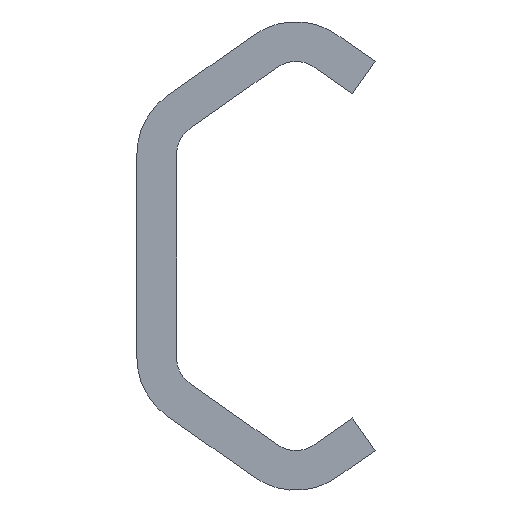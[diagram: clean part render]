
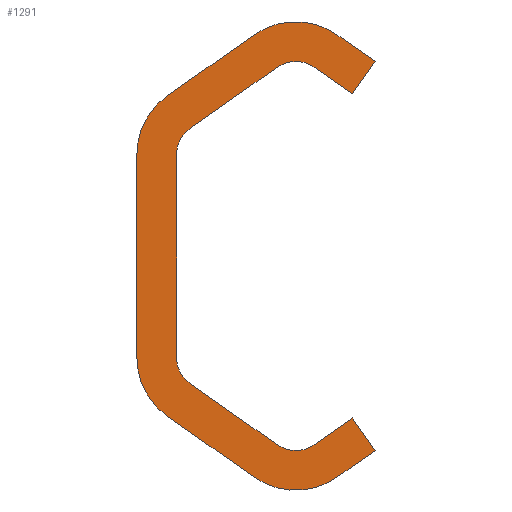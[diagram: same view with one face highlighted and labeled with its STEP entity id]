
A CAD part, left-side view. The second image highlights one B-rep face of the part: STEP entity #1291.
In plain terms, the highlighted planar face has unit normal (-1, 0, 0).
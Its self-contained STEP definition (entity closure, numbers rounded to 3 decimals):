
#595=CARTESIAN_POINT('',(0.0,-5.0,12.246));
#596=VERTEX_POINT('',#595);
#603=CARTESIAN_POINT('',(0.0,-3.567,10.2));
#604=VERTEX_POINT('',#603);
#605=CARTESIAN_POINT('',(0.0,-5.0,12.246));
#606=DIRECTION('',(0.0,0.574,-0.819));
#607=VECTOR('',#606,2.498);
#608=LINE('',#605,#607);
#609=EDGE_CURVE('',#596,#604,#608,.T.);
#633=CARTESIAN_POINT('',(0.0,-2.599,13.93));
#634=VERTEX_POINT('',#633);
#641=CARTESIAN_POINT('',(0.0,-2.599,13.93));
#642=DIRECTION('',(0.0,-0.819,-0.574));
#643=VECTOR('',#642,2.932);
#644=LINE('',#641,#643);
#645=EDGE_CURVE('',#634,#596,#644,.T.);
#665=CARTESIAN_POINT('',(0.0,2.596,13.932));
#666=VERTEX_POINT('',#665);
#673=CARTESIAN_POINT('',(0.0,0.,10.222));
#674=DIRECTION('',(1.0,0.0,0.0));
#675=DIRECTION('',(0.0,0.573,0.819));
#676=AXIS2_PLACEMENT_3D('',#673,#674,#675);
#677=CIRCLE('',#676,4.528);
#678=EDGE_CURVE('',#666,#634,#677,.T.);
#697=CARTESIAN_POINT('',(0.0,8.068,10.102));
#698=VERTEX_POINT('',#697);
#705=CARTESIAN_POINT('',(0.0,8.068,10.102));
#706=DIRECTION('',(0.0,-0.819,0.573));
#707=VECTOR('',#706,6.679);
#708=LINE('',#705,#707);
#709=EDGE_CURVE('',#698,#666,#708,.T.);
#729=CARTESIAN_POINT('',(0.0,10.0,6.392));
#730=VERTEX_POINT('',#729);
#737=CARTESIAN_POINT('',(0.0,5.472,6.392));
#738=DIRECTION('',(1.0,0.0,0.0));
#739=DIRECTION('',(0.0,1.0,0.0));
#740=AXIS2_PLACEMENT_3D('',#737,#738,#739);
#741=CIRCLE('',#740,4.528);
#742=EDGE_CURVE('',#730,#698,#741,.T.);
#761=CARTESIAN_POINT('',(0.0,10.0,-6.393));
#762=VERTEX_POINT('',#761);
#769=CARTESIAN_POINT('',(0.0,10.0,-6.393));
#770=DIRECTION('',(0.0,0.0,1.0));
#771=VECTOR('',#770,12.785);
#772=LINE('',#769,#771);
#773=EDGE_CURVE('',#762,#730,#772,.T.);
#817=CARTESIAN_POINT('',(0.0,8.069,-10.102));
#818=VERTEX_POINT('',#817);
#825=CARTESIAN_POINT('',(0.0,5.472,-6.393));
#826=DIRECTION('',(1.0,0.0,0.0));
#827=DIRECTION('',(0.0,0.574,-0.819));
#828=AXIS2_PLACEMENT_3D('',#825,#826,#827);
#829=CIRCLE('',#828,4.528);
#830=EDGE_CURVE('',#818,#762,#829,.T.);
#849=CARTESIAN_POINT('',(0.0,2.599,-13.932));
#850=VERTEX_POINT('',#849);
#857=CARTESIAN_POINT('',(0.0,2.599,-13.932));
#858=DIRECTION('',(0.0,0.819,0.574));
#859=VECTOR('',#858,6.678);
#860=LINE('',#857,#859);
#861=EDGE_CURVE('',#850,#818,#860,.T.);
#881=CARTESIAN_POINT('',(0.0,-2.598,-13.931));
#882=VERTEX_POINT('',#881);
#889=CARTESIAN_POINT('',(0.0,0.002,-10.223));
#890=DIRECTION('',(1.0,0.0,0.0));
#891=DIRECTION('',(0.0,-0.574,-0.819));
#892=AXIS2_PLACEMENT_3D('',#889,#890,#891);
#893=CIRCLE('',#892,4.528);
#894=EDGE_CURVE('',#882,#850,#893,.T.);
#913=CARTESIAN_POINT('',(0.0,-5.0,-12.246));
#914=VERTEX_POINT('',#913);
#921=CARTESIAN_POINT('',(0.0,-5.0,-12.246));
#922=DIRECTION('',(0.0,0.819,-0.574));
#923=VECTOR('',#922,2.934);
#924=LINE('',#921,#923);
#925=EDGE_CURVE('',#914,#882,#924,.T.);
#944=CARTESIAN_POINT('',(0.0,-3.567,-10.2));
#945=VERTEX_POINT('',#944);
#952=CARTESIAN_POINT('',(0.0,-3.567,-10.2));
#953=DIRECTION('',(0.0,-0.574,-0.819));
#954=VECTOR('',#953,2.498);
#955=LINE('',#952,#954);
#956=EDGE_CURVE('',#945,#914,#955,.T.);
#975=CARTESIAN_POINT('',(0.0,-1.163,-11.883));
#976=VERTEX_POINT('',#975);
#983=CARTESIAN_POINT('',(0.0,-1.163,-11.883));
#984=DIRECTION('',(0.0,-0.819,0.574));
#985=VECTOR('',#984,2.935);
#986=LINE('',#983,#985);
#987=EDGE_CURVE('',#976,#945,#986,.T.);
#1007=CARTESIAN_POINT('',(0.0,1.163,-11.883));
#1008=VERTEX_POINT('',#1007);
#1015=CARTESIAN_POINT('',(0.0,0.,-10.222));
#1016=DIRECTION('',(-1.0,0.0,0.0));
#1017=DIRECTION('',(0.0,0.574,0.819));
#1018=AXIS2_PLACEMENT_3D('',#1015,#1016,#1017);
#1019=CIRCLE('',#1018,2.028);
#1020=EDGE_CURVE('',#1008,#976,#1019,.T.);
#1039=CARTESIAN_POINT('',(0.0,6.635,-8.052));
#1040=VERTEX_POINT('',#1039);
#1047=CARTESIAN_POINT('',(0.0,6.635,-8.052));
#1048=DIRECTION('',(0.0,-0.819,-0.574));
#1049=VECTOR('',#1048,6.68);
#1050=LINE('',#1047,#1049);
#1051=EDGE_CURVE('',#1040,#1008,#1050,.T.);
#1071=CARTESIAN_POINT('',(0.0,7.5,-6.39));
#1072=VERTEX_POINT('',#1071);
#1079=CARTESIAN_POINT('',(0.0,5.472,-6.39));
#1080=DIRECTION('',(-1.0,0.0,0.0));
#1081=DIRECTION('',(0.0,-0.574,0.819));
#1082=AXIS2_PLACEMENT_3D('',#1079,#1080,#1081);
#1083=CIRCLE('',#1082,2.028);
#1084=EDGE_CURVE('',#1072,#1040,#1083,.T.);
#1103=CARTESIAN_POINT('',(0.0,7.5,6.39));
#1104=VERTEX_POINT('',#1103);
#1111=CARTESIAN_POINT('',(0.0,7.5,6.39));
#1112=DIRECTION('',(0.0,0.0,-1.0));
#1113=VECTOR('',#1112,12.781);
#1114=LINE('',#1111,#1113);
#1115=EDGE_CURVE('',#1104,#1072,#1114,.T.);
#1159=CARTESIAN_POINT('',(0.0,6.635,8.052));
#1160=VERTEX_POINT('',#1159);
#1167=CARTESIAN_POINT('',(0.0,5.472,6.39));
#1168=DIRECTION('',(-1.0,0.0,0.0));
#1169=DIRECTION('',(0.0,-1.0,0.0));
#1170=AXIS2_PLACEMENT_3D('',#1167,#1168,#1169);
#1171=CIRCLE('',#1170,2.028);
#1172=EDGE_CURVE('',#1160,#1104,#1171,.T.);
#1191=CARTESIAN_POINT('',(0.0,1.163,11.883));
#1192=VERTEX_POINT('',#1191);
#1199=CARTESIAN_POINT('',(0.0,1.163,11.883));
#1200=DIRECTION('',(0.0,0.819,-0.574));
#1201=VECTOR('',#1200,6.68);
#1202=LINE('',#1199,#1201);
#1203=EDGE_CURVE('',#1192,#1160,#1202,.T.);
#1223=CARTESIAN_POINT('',(0.0,-1.163,11.883));
#1224=VERTEX_POINT('',#1223);
#1231=CARTESIAN_POINT('',(0.0,0.,10.222));
#1232=DIRECTION('',(-1.0,0.0,0.0));
#1233=DIRECTION('',(0.0,-0.574,-0.819));
#1234=AXIS2_PLACEMENT_3D('',#1231,#1232,#1233);
#1235=CIRCLE('',#1234,2.028);
#1236=EDGE_CURVE('',#1224,#1192,#1235,.T.);
#1254=CARTESIAN_POINT('',(0.0,-3.567,10.2));
#1255=DIRECTION('',(0.0,0.819,0.574));
#1256=VECTOR('',#1255,2.935);
#1257=LINE('',#1254,#1256);
#1258=EDGE_CURVE('',#604,#1224,#1257,.T.);
#1264=CARTESIAN_POINT('',(0.0,4.08,0.));
#1265=DIRECTION('',(1.0,0.0,0.0));
#1266=DIRECTION('',(0.0,0.0,-1.0));
#1267=AXIS2_PLACEMENT_3D('',#1264,#1265,#1266);
#1268=PLANE('',#1267);
#1269=ORIENTED_EDGE('',*,*,#1258,.F.);
#1270=ORIENTED_EDGE('',*,*,#609,.F.);
#1271=ORIENTED_EDGE('',*,*,#645,.F.);
#1272=ORIENTED_EDGE('',*,*,#678,.F.);
#1273=ORIENTED_EDGE('',*,*,#709,.F.);
#1274=ORIENTED_EDGE('',*,*,#742,.F.);
#1275=ORIENTED_EDGE('',*,*,#773,.F.);
#1276=ORIENTED_EDGE('',*,*,#830,.F.);
#1277=ORIENTED_EDGE('',*,*,#861,.F.);
#1278=ORIENTED_EDGE('',*,*,#894,.F.);
#1279=ORIENTED_EDGE('',*,*,#925,.F.);
#1280=ORIENTED_EDGE('',*,*,#956,.F.);
#1281=ORIENTED_EDGE('',*,*,#987,.F.);
#1282=ORIENTED_EDGE('',*,*,#1020,.F.);
#1283=ORIENTED_EDGE('',*,*,#1051,.F.);
#1284=ORIENTED_EDGE('',*,*,#1084,.F.);
#1285=ORIENTED_EDGE('',*,*,#1115,.F.);
#1286=ORIENTED_EDGE('',*,*,#1172,.F.);
#1287=ORIENTED_EDGE('',*,*,#1203,.F.);
#1288=ORIENTED_EDGE('',*,*,#1236,.F.);
#1289=EDGE_LOOP('',(#1269,#1270,#1271,#1272,#1273,#1274,#1275,#1276,#1277,#1278,#1279,#1280,#1281,#1282,#1283,#1284,#1285,#1286,#1287,#1288));
#1290=FACE_OUTER_BOUND('',#1289,.T.);
#1291=ADVANCED_FACE('',(#1290),#1268,.F.);
